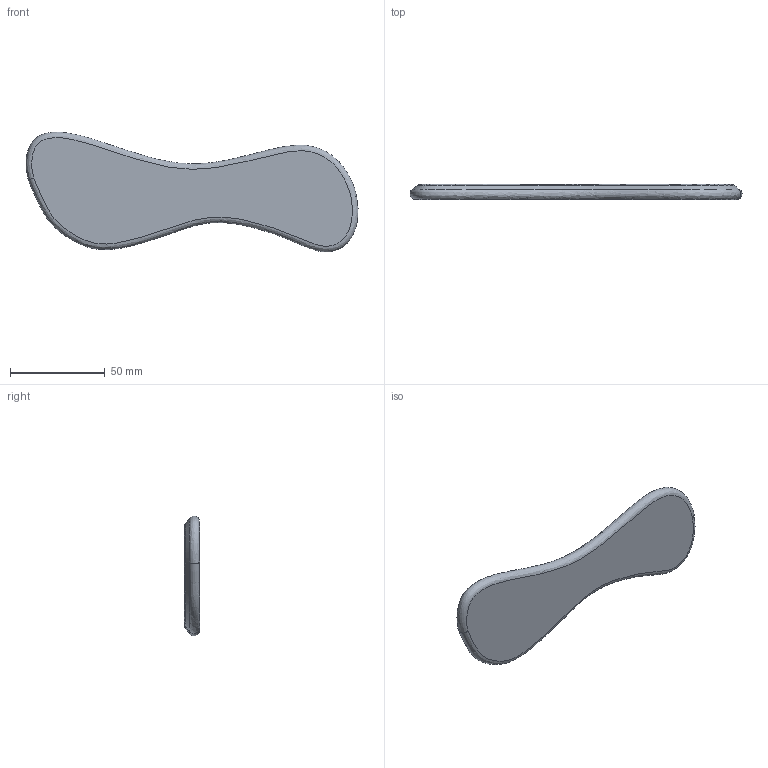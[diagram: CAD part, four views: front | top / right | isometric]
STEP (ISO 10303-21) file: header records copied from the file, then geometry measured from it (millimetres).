
FILE_DESCRIPTION(/* description */ (''),/* implementation_level */ '2;1');
FILE_NAME(/* name */ 'Guasha v8.step',/* time_stamp */ '2024-10-22T14:50:43-03:00',/* author */ (''),/* organization */ (''),/* preprocessor_version */ 'ST-DEVELOPER v20',/* originating_system */ 'Autodesk Translation Framework v13.20.0.188',/* authorisation */ '');
FILE_SCHEMA (('AUTOMOTIVE_DESIGN { 1 0 10303 214 3 1 1 }'));
Length unit declared in the file: millimetre
Products named in the file (1): Guasha
Bounding box: 175.52 x 8 x 63.33 mm (x, y, z)
Volume: 55615.5 mm3; surface area: 17848.2 mm2
Topology: 1 solids, 1 shells, 322 faces, 922 edges, 627 vertices
Faces by surface type: bspline 187, plane 129, cylinder 6
Entity records: 15008 total; most frequent: CARTESIAN_POINT 7890, ORIENTED_EDGE 1844, EDGE_CURVE 922, DIRECTION 793, VERTEX_POINT 627, LINE 489, VECTOR 489, B_SPLINE_CURVE_WITH_KNOTS 409
